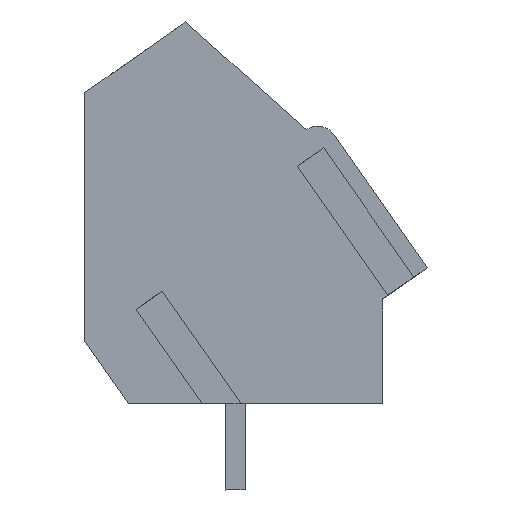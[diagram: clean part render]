
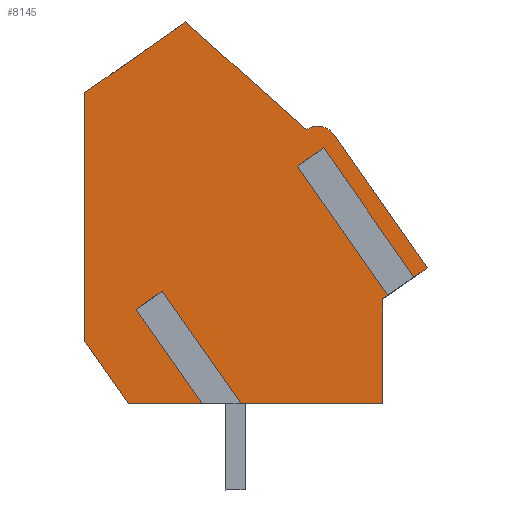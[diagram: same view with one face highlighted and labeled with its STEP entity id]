
A CAD part, left-side view. The second image highlights one B-rep face of the part: STEP entity #8145.
In plain terms, the highlighted planar face has unit normal (-1, 0, 0).
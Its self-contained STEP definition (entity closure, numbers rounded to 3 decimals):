
#7906=AXIS2_PLACEMENT_3D('Circle Axis2P3D',#7904,#7905,$) ;
#8081=AXIS2_PLACEMENT_3D('Plane Axis2P3D',#8078,#8079,#8080) ;
#7028=CARTESIAN_POINT('Vertex',(0.55,0.,9.018)) ;
#7031=CARTESIAN_POINT('Line Origine',(0.55,0.397,8.74)) ;
#7035=CARTESIAN_POINT('Vertex',(0.55,0.794,8.462)) ;
#7056=CARTESIAN_POINT('Vertex',(0.55,1.336,8.083)) ;
#7059=CARTESIAN_POINT('Line Origine',(0.55,1.568,7.92)) ;
#7063=CARTESIAN_POINT('Vertex',(0.55,1.8,7.758)) ;
#7509=CARTESIAN_POINT('Vertex',(0.55,1.8,3.5)) ;
#7512=CARTESIAN_POINT('Line Origine',(0.55,4.87,3.5)) ;
#7516=CARTESIAN_POINT('Vertex',(0.55,7.94,3.5)) ;
#7537=CARTESIAN_POINT('Vertex',(0.55,8.747,3.5)) ;
#7540=CARTESIAN_POINT('Line Origine',(0.55,10.438,3.5)) ;
#7544=CARTESIAN_POINT('Vertex',(0.55,12.128,3.5)) ;
#7700=CARTESIAN_POINT('Line Origine',(0.55,13.014,4.765)) ;
#7704=CARTESIAN_POINT('Vertex',(0.55,13.9,6.03)) ;
#7725=CARTESIAN_POINT('Line Origine',(0.55,13.9,11.081)) ;
#7729=CARTESIAN_POINT('Vertex',(0.55,13.9,16.132)) ;
#7818=CARTESIAN_POINT('Line Origine',(0.55,11.852,17.566)) ;
#7822=CARTESIAN_POINT('Vertex',(0.55,9.804,19.)) ;
#7879=CARTESIAN_POINT('Line Origine',(0.55,7.352,16.811)) ;
#7883=CARTESIAN_POINT('Vertex',(0.55,4.9,14.621)) ;
#7904=CARTESIAN_POINT('Axis2P3D Location',(0.55,4.441,13.966)) ;
#7908=CARTESIAN_POINT('Vertex',(0.55,3.786,14.425)) ;
#7929=CARTESIAN_POINT('Line Origine',(0.55,1.893,11.722)) ;
#8078=CARTESIAN_POINT('Axis2P3D Location',(0.55,13.9,0.)) ;
#8083=CARTESIAN_POINT('Line Origine',(0.55,1.8,5.629)) ;
#8088=CARTESIAN_POINT('Line Origine',(0.55,3.171,10.704)) ;
#8092=CARTESIAN_POINT('Vertex',(0.55,5.007,13.326)) ;
#8095=CARTESIAN_POINT('Line Origine',(0.55,4.736,13.515)) ;
#8099=CARTESIAN_POINT('Vertex',(0.55,4.465,13.705)) ;
#8102=CARTESIAN_POINT('Line Origine',(0.55,2.629,11.084)) ;
#8107=CARTESIAN_POINT('Line Origine',(0.55,10.154,5.508)) ;
#8111=CARTESIAN_POINT('Vertex',(0.55,11.56,7.516)) ;
#8114=CARTESIAN_POINT('Line Origine',(0.55,11.289,7.706)) ;
#8118=CARTESIAN_POINT('Vertex',(0.55,11.018,7.896)) ;
#8121=CARTESIAN_POINT('Line Origine',(0.55,9.479,5.698)) ;
#7032=DIRECTION('Vector Direction',(0.,0.819,-0.574)) ;
#7060=DIRECTION('Vector Direction',(0.,0.819,-0.574)) ;
#7513=DIRECTION('Vector Direction',(0.,1.,0.)) ;
#7541=DIRECTION('Vector Direction',(0.,1.,0.)) ;
#7701=DIRECTION('Vector Direction',(0.,0.574,0.819)) ;
#7726=DIRECTION('Vector Direction',(0.,0.,1.)) ;
#7819=DIRECTION('Vector Direction',(0.,-0.819,0.574)) ;
#7880=DIRECTION('Vector Direction',(0.,-0.746,-0.666)) ;
#7905=DIRECTION('Axis2P3D Direction',(-1.,0.,0.)) ;
#7930=DIRECTION('Vector Direction',(0.,-0.574,-0.819)) ;
#8079=DIRECTION('Axis2P3D Direction',(-1.,0.,0.)) ;
#8080=DIRECTION('Axis2P3D XDirection',(0.,-1.,0.)) ;
#8084=DIRECTION('Vector Direction',(0.,0.,-1.)) ;
#8089=DIRECTION('Vector Direction',(0.,-0.574,-0.819)) ;
#8096=DIRECTION('Vector Direction',(0.,0.819,-0.574)) ;
#8103=DIRECTION('Vector Direction',(0.,-0.574,-0.819)) ;
#8108=DIRECTION('Vector Direction',(0.,-0.574,-0.819)) ;
#8115=DIRECTION('Vector Direction',(0.,-0.819,0.574)) ;
#8122=DIRECTION('Vector Direction',(0.,-0.574,-0.819)) ;
#7033=VECTOR('Line Direction',#7032,1.) ;
#7061=VECTOR('Line Direction',#7060,1.) ;
#7514=VECTOR('Line Direction',#7513,1.) ;
#7542=VECTOR('Line Direction',#7541,1.) ;
#7702=VECTOR('Line Direction',#7701,1.) ;
#7727=VECTOR('Line Direction',#7726,1.) ;
#7820=VECTOR('Line Direction',#7819,1.) ;
#7881=VECTOR('Line Direction',#7880,1.) ;
#7931=VECTOR('Line Direction',#7930,1.) ;
#8085=VECTOR('Line Direction',#8084,1.) ;
#8090=VECTOR('Line Direction',#8089,1.) ;
#8097=VECTOR('Line Direction',#8096,1.) ;
#8104=VECTOR('Line Direction',#8103,1.) ;
#8109=VECTOR('Line Direction',#8108,1.) ;
#8116=VECTOR('Line Direction',#8115,1.) ;
#8123=VECTOR('Line Direction',#8122,1.) ;
#8127=ORIENTED_EDGE('',*,*,#7518,.T.) ;
#8128=ORIENTED_EDGE('',*,*,#8087,.T.) ;
#8129=ORIENTED_EDGE('',*,*,#7065,.T.) ;
#8130=ORIENTED_EDGE('',*,*,#8094,.F.) ;
#8131=ORIENTED_EDGE('',*,*,#8101,.F.) ;
#8132=ORIENTED_EDGE('',*,*,#8106,.T.) ;
#8133=ORIENTED_EDGE('',*,*,#7037,.T.) ;
#8134=ORIENTED_EDGE('',*,*,#7933,.T.) ;
#8135=ORIENTED_EDGE('',*,*,#7910,.T.) ;
#8136=ORIENTED_EDGE('',*,*,#7885,.T.) ;
#8137=ORIENTED_EDGE('',*,*,#7824,.T.) ;
#8138=ORIENTED_EDGE('',*,*,#7731,.T.) ;
#8139=ORIENTED_EDGE('',*,*,#7706,.T.) ;
#8140=ORIENTED_EDGE('',*,*,#7546,.T.) ;
#8141=ORIENTED_EDGE('',*,*,#8113,.F.) ;
#8142=ORIENTED_EDGE('',*,*,#8120,.F.) ;
#8143=ORIENTED_EDGE('',*,*,#8125,.T.) ;
#8145=ADVANCED_FACE('HOUSING',(#8144),#8082,.T.) ;
#7907=CIRCLE('generated circle',#7906,0.8) ;
#7037=EDGE_CURVE('',#7036,#7029,#7034,.F.) ;
#7065=EDGE_CURVE('',#7064,#7057,#7062,.F.) ;
#7518=EDGE_CURVE('',#7517,#7510,#7515,.F.) ;
#7546=EDGE_CURVE('',#7545,#7538,#7543,.F.) ;
#7706=EDGE_CURVE('',#7705,#7545,#7703,.F.) ;
#7731=EDGE_CURVE('',#7730,#7705,#7728,.F.) ;
#7824=EDGE_CURVE('',#7823,#7730,#7821,.F.) ;
#7885=EDGE_CURVE('',#7884,#7823,#7882,.F.) ;
#7910=EDGE_CURVE('',#7909,#7884,#7907,.T.) ;
#7933=EDGE_CURVE('',#7029,#7909,#7932,.F.) ;
#8087=EDGE_CURVE('',#7510,#7064,#8086,.F.) ;
#8094=EDGE_CURVE('',#8093,#7057,#8091,.T.) ;
#8101=EDGE_CURVE('',#8100,#8093,#8098,.T.) ;
#8106=EDGE_CURVE('',#8100,#7036,#8105,.T.) ;
#8113=EDGE_CURVE('',#8112,#7538,#8110,.T.) ;
#8120=EDGE_CURVE('',#8119,#8112,#8117,.F.) ;
#8125=EDGE_CURVE('',#8119,#7517,#8124,.T.) ;
#8126=EDGE_LOOP('',(#8127,#8128,#8129,#8130,#8131,#8132,#8133,#8134,#8135,#8136,#8137,#8138,#8139,#8140,#8141,#8142,#8143)) ;
#8144=FACE_OUTER_BOUND('',#8126,.T.) ;
#7034=LINE('Line',#7031,#7033) ;
#7062=LINE('Line',#7059,#7061) ;
#7515=LINE('Line',#7512,#7514) ;
#7543=LINE('Line',#7540,#7542) ;
#7703=LINE('Line',#7700,#7702) ;
#7728=LINE('Line',#7725,#7727) ;
#7821=LINE('Line',#7818,#7820) ;
#7882=LINE('Line',#7879,#7881) ;
#7932=LINE('Line',#7929,#7931) ;
#8086=LINE('Line',#8083,#8085) ;
#8091=LINE('Line',#8088,#8090) ;
#8098=LINE('Line',#8095,#8097) ;
#8105=LINE('Line',#8102,#8104) ;
#8110=LINE('Line',#8107,#8109) ;
#8117=LINE('Line',#8114,#8116) ;
#8124=LINE('Line',#8121,#8123) ;
#8082=PLANE('',#8081) ;
#7029=VERTEX_POINT('',#7028) ;
#7036=VERTEX_POINT('',#7035) ;
#7057=VERTEX_POINT('',#7056) ;
#7064=VERTEX_POINT('',#7063) ;
#7510=VERTEX_POINT('',#7509) ;
#7517=VERTEX_POINT('',#7516) ;
#7538=VERTEX_POINT('',#7537) ;
#7545=VERTEX_POINT('',#7544) ;
#7705=VERTEX_POINT('',#7704) ;
#7730=VERTEX_POINT('',#7729) ;
#7823=VERTEX_POINT('',#7822) ;
#7884=VERTEX_POINT('',#7883) ;
#7909=VERTEX_POINT('',#7908) ;
#8093=VERTEX_POINT('',#8092) ;
#8100=VERTEX_POINT('',#8099) ;
#8112=VERTEX_POINT('',#8111) ;
#8119=VERTEX_POINT('',#8118) ;
